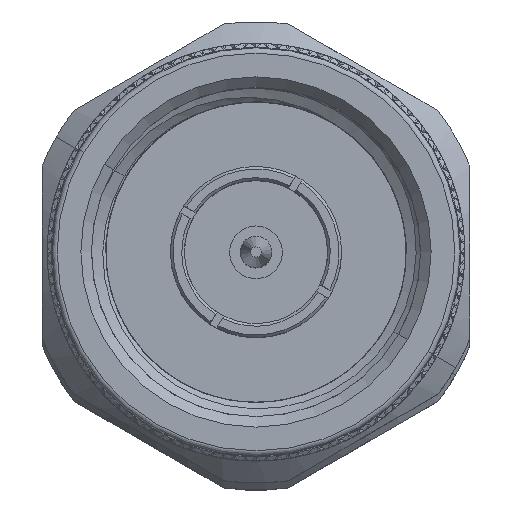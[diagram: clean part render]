
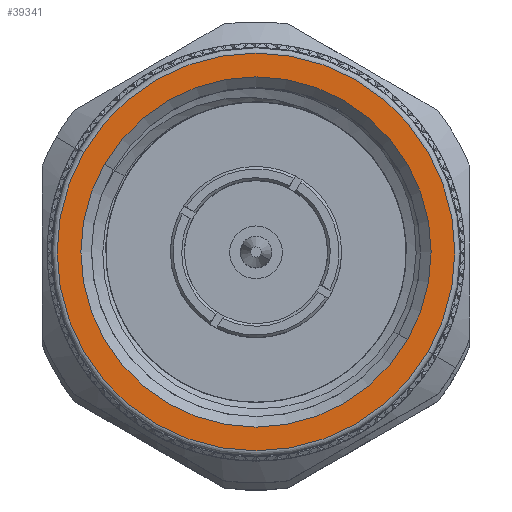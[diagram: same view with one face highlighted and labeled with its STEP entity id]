
A CAD part, top view. The second image highlights one B-rep face of the part: STEP entity #39341.
In plain terms, the highlighted face is planar.
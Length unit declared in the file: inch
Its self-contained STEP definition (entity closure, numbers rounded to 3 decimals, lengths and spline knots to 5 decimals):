
#1497 = VERTEX_POINT ( 'NONE', #68343 ) ;
#1916 = AXIS2_PLACEMENT_3D ( 'NONE', #43633, #37961, #32732 ) ;
#2076 = CIRCLE ( 'NONE', #27883, 0.3325 ) ;
#4408 = EDGE_CURVE ( 'NONE', #1497, #57736, #49442, .T. ) ;
#7705 = CARTESIAN_POINT ( 'NONE',  ( 0., 0., 0. ) ) ;
#8381 = EDGE_CURVE ( 'NONE', #50573, #38904, #59851, .T. ) ;
#10349 = CARTESIAN_POINT ( 'NONE',  ( 0., 0., 0. ) ) ;
#12202 = ORIENTED_EDGE ( 'NONE', *, *, #4408, .T. ) ;
#13415 = DIRECTION ( 'NONE',  ( 0., 0., -1. ) ) ;
#18260 = DIRECTION ( 'NONE',  ( -1., 0., 0. ) ) ;
#19293 = EDGE_CURVE ( 'NONE', #57736, #1497, #31842, .T. ) ;
#21445 = EDGE_LOOP ( 'NONE', ( #12202, #33356 ) ) ;
#24216 = CARTESIAN_POINT ( 'NONE',  ( 0., 0., 0.3325 ) ) ;
#24606 = ORIENTED_EDGE ( 'NONE', *, *, #8381, .T. ) ;
#24994 = AXIS2_PLACEMENT_3D ( 'NONE', #61815, #18260, #13415 ) ;
#27883 = AXIS2_PLACEMENT_3D ( 'NONE', #7705, #32327, #49254 ) ;
#31842 = CIRCLE ( 'NONE', #42125, 0.3776 ) ;
#32327 = DIRECTION ( 'NONE',  ( 1., 0., 0. ) ) ;
#32732 = DIRECTION ( 'NONE',  ( 0., 0., -1. ) ) ;
#33356 = ORIENTED_EDGE ( 'NONE', *, *, #19293, .T. ) ;
#37961 = DIRECTION ( 'NONE',  ( 1., 0., 0. ) ) ;
#38904 = VERTEX_POINT ( 'NONE', #52081 ) ;
#39341 = ADVANCED_FACE ( 'NONE', ( #46252, #57950 ), #70015, .F. ) ;
#40091 = CARTESIAN_POINT ( 'NONE',  ( 0., 0., 0.3776 ) ) ;
#42125 = AXIS2_PLACEMENT_3D ( 'NONE', #10349, #70833, #47826 ) ;
#43633 = CARTESIAN_POINT ( 'NONE',  ( 0., 0., 0. ) ) ;
#46252 = FACE_BOUND ( 'NONE', #70308, .T. ) ;
#47826 = DIRECTION ( 'NONE',  ( 0., 0., -1. ) ) ;
#48900 = AXIS2_PLACEMENT_3D ( 'NONE', #69625, #58726, #51109 ) ;
#49254 = DIRECTION ( 'NONE',  ( 0., 0., -1. ) ) ;
#49442 = CIRCLE ( 'NONE', #24994, 0.3776 ) ;
#50573 = VERTEX_POINT ( 'NONE', #24216 ) ;
#51109 = DIRECTION ( 'NONE',  ( 0., 0., -1. ) ) ;
#52081 = CARTESIAN_POINT ( 'NONE',  ( 0., 0., -0.3325 ) ) ;
#57736 = VERTEX_POINT ( 'NONE', #40091 ) ;
#57950 = FACE_OUTER_BOUND ( 'NONE', #21445, .T. ) ;
#58726 = DIRECTION ( 'NONE',  ( 1., 0., 0. ) ) ;
#59851 = CIRCLE ( 'NONE', #1916, 0.3325 ) ;
#60408 = EDGE_CURVE ( 'NONE', #38904, #50573, #2076, .T. ) ;
#61815 = CARTESIAN_POINT ( 'NONE',  ( 0., 0., 0. ) ) ;
#68343 = CARTESIAN_POINT ( 'NONE',  ( 0., 0., -0.3776 ) ) ;
#69215 = ORIENTED_EDGE ( 'NONE', *, *, #60408, .T. ) ;
#69625 = CARTESIAN_POINT ( 'NONE',  ( 0., 0., 0. ) ) ;
#70015 = PLANE ( 'NONE',  #48900 ) ;
#70308 = EDGE_LOOP ( 'NONE', ( #24606, #69215 ) ) ;
#70833 = DIRECTION ( 'NONE',  ( -1., 0., 0. ) ) ;
